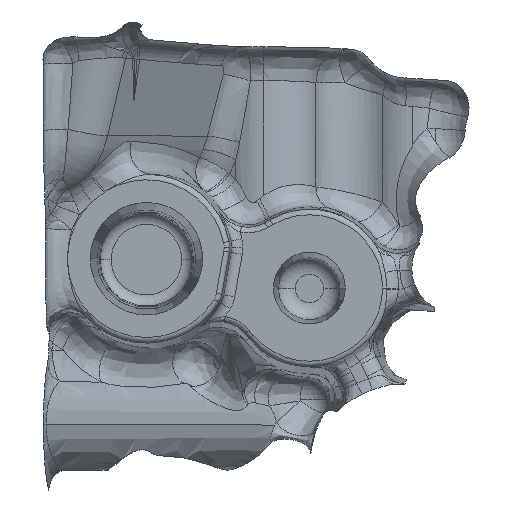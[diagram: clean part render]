
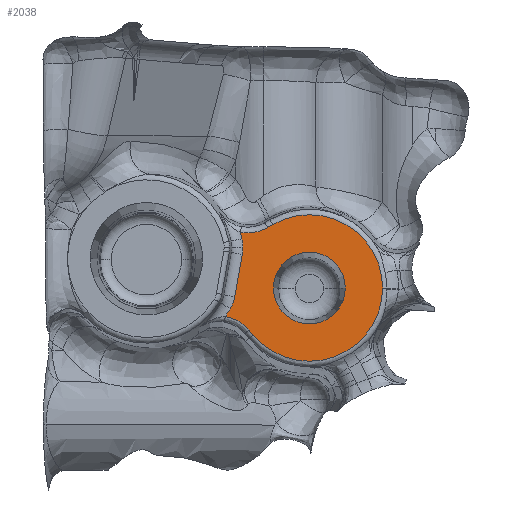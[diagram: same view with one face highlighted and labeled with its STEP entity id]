
A CAD part, top view. The second image highlights one B-rep face of the part: STEP entity #2038.
In plain terms, the highlighted planar face has unit normal (0, 0, 1).
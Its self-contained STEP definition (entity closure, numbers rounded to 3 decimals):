
#89 = CARTESIAN_POINT ( 'NONE',  ( -9.836, 357.058, 199.2 ) ) ;
#181 = ORIENTED_EDGE ( 'NONE', *, *, #3801, .T. ) ;
#215 = FACE_OUTER_BOUND ( 'NONE', #3921, .T. ) ;
#316 = EDGE_CURVE ( 'NONE', #1242, #1153, #9132, .T. ) ;
#355 = ORIENTED_EDGE ( 'NONE', *, *, #13318, .T. ) ;
#385 = EDGE_CURVE ( 'NONE', #7453, #10804, #8376, .T. ) ;
#671 = CARTESIAN_POINT ( 'NONE',  ( 15.034, 349.8, 199.2 ) ) ;
#672 = DIRECTION ( 'NONE',  ( 0., 0., -1. ) ) ;
#975 = CARTESIAN_POINT ( 'NONE',  ( -9.454, 359.626, 199.2 ) ) ;
#1090 = DIRECTION ( 'NONE',  ( 0., 0., 1. ) ) ;
#1138 = DIRECTION ( 'NONE',  ( 0., 0., -1. ) ) ;
#1153 = VERTEX_POINT ( 'NONE', #11884 ) ;
#1242 = VERTEX_POINT ( 'NONE', #2875 ) ;
#1330 = EDGE_CURVE ( 'NONE', #2256, #7568, #8025, .T. ) ;
#1410 = CARTESIAN_POINT ( 'NONE',  ( -10.284, 343.705, 199.2 ) ) ;
#1592 = EDGE_CURVE ( 'NONE', #1613, #3975, #7009, .T. ) ;
#1613 = VERTEX_POINT ( 'NONE', #671 ) ;
#2035 = CARTESIAN_POINT ( 'NONE',  ( -10.283, 359.75, 199.2 ) ) ;
#2038 = ADVANCED_FACE ( 'NONE', ( #11294, #215 ), #2111, .T. ) ;
#2111 = PLANE ( 'NONE',  #9130 ) ;
#2120 = VECTOR ( 'NONE', #5098, 1000. ) ;
#2150 = ORIENTED_EDGE ( 'NONE', *, *, #6499, .T. ) ;
#2256 = VERTEX_POINT ( 'NONE', #4400 ) ;
#2283 = VECTOR ( 'NONE', #8013, 1000. ) ;
#2478 = CARTESIAN_POINT ( 'NONE',  ( -9.306, 342.938, 199.2 ) ) ;
#2483 = DIRECTION ( 'NONE',  ( 0., 0., 1. ) ) ;
#2565 = DIRECTION ( 'NONE',  ( 0., 0., -1. ) ) ;
#2583 = ORIENTED_EDGE ( 'NONE', *, *, #12989, .T. ) ;
#2632 = CARTESIAN_POINT ( 'NONE',  ( -4.386, 349.8, 199.2 ) ) ;
#2807 = CARTESIAN_POINT ( 'NONE',  ( 2., 349.8, 199.2 ) ) ;
#2875 = CARTESIAN_POINT ( 'NONE',  ( -11.274, 348.252, 199.2 ) ) ;
#3171 = LINE ( 'NONE', #13023, #6049 ) ;
#3303 = DIRECTION ( 'NONE',  ( 0., 0., -1. ) ) ;
#3334 = VERTEX_POINT ( 'NONE', #8354 ) ;
#3509 = CARTESIAN_POINT ( 'NONE',  ( -9.948, 355.777, 199.2 ) ) ;
#3549 = CARTESIAN_POINT ( 'NONE',  ( -8.742, 342.324, 199.2 ) ) ;
#3689 = CIRCLE ( 'NONE', #4952, 7.378 ) ;
#3801 = EDGE_CURVE ( 'NONE', #7800, #9703, #10679, .T. ) ;
#3908 = DIRECTION ( 'NONE',  ( 1., 0., 0. ) ) ;
#3921 = EDGE_LOOP ( 'NONE', ( #10375, #7332, #7967, #355, #7503, #13490, #12086, #2150, #2583, #181, #8733, #12167 ) ) ;
#3975 = VERTEX_POINT ( 'NONE', #6564 ) ;
#4195 = AXIS2_PLACEMENT_3D ( 'NONE', #5508, #13070, #6600 ) ;
#4400 = CARTESIAN_POINT ( 'NONE',  ( 8.386, 349.8, 199.2 ) ) ;
#4407 = AXIS2_PLACEMENT_3D ( 'NONE', #12457, #5992, #13542 ) ;
#4544 = CARTESIAN_POINT ( 'NONE',  ( -12.151, 344.599, 199.2 ) ) ;
#4952 = AXIS2_PLACEMENT_3D ( 'NONE', #8997, #2565, #10059 ) ;
#4957 = CIRCLE ( 'NONE', #12016, 17.378 ) ;
#5098 = DIRECTION ( 'NONE',  ( 0.643, -0.766, 0. ) ) ;
#5508 = CARTESIAN_POINT ( 'NONE',  ( 2., 349.8, 199.2 ) ) ;
#5845 = CARTESIAN_POINT ( 'NONE',  ( -5.465, 360.541, 199.2 ) ) ;
#5992 = DIRECTION ( 'NONE',  ( 0., 0., 1. ) ) ;
#5998 = B_SPLINE_CURVE_WITH_KNOTS ( 'NONE', 3,
 ( #6763, #4544, #7844, #1410, #8906, #2478, #9971, #3549 ),
 .UNSPECIFIED., .F., .F.,
 ( 4, 2, 2, 4 ),
 ( 0., 0.002, 0.004, 0.005 ),
 .UNSPECIFIED. ) ;
#6049 = VECTOR ( 'NONE', #12984, 1000. ) ;
#6250 = EDGE_CURVE ( 'NONE', #12096, #8637, #11645, .T. ) ;
#6300 = CARTESIAN_POINT ( 'NONE',  ( -27., 355., 199.2 ) ) ;
#6303 = CARTESIAN_POINT ( 'NONE',  ( -7.372, 359.783, 199.2 ) ) ;
#6363 = ORIENTED_EDGE ( 'NONE', *, *, #10466, .F. ) ;
#6499 = EDGE_CURVE ( 'NONE', #1153, #3334, #4957, .T. ) ;
#6564 = CARTESIAN_POINT ( 'NONE',  ( -4.517, 361.088, 199.2 ) ) ;
#6600 = DIRECTION ( 'NONE',  ( 1., 0., 0. ) ) ;
#6763 = CARTESIAN_POINT ( 'NONE',  ( -12.978, 344.733, 199.2 ) ) ;
#6945 = CARTESIAN_POINT ( 'NONE',  ( -7.985, 341.422, 199.2 ) ) ;
#7009 = CIRCLE ( 'NONE', #13587, 13.034 ) ;
#7114 = CARTESIAN_POINT ( 'NONE',  ( -17.214, 357.058, 199.2 ) ) ;
#7188 = AXIS2_PLACEMENT_3D ( 'NONE', #7574, #1138, #8631 ) ;
#7301 = EDGE_CURVE ( 'NONE', #10804, #10565, #9433, .T. ) ;
#7332 = ORIENTED_EDGE ( 'NONE', *, *, #385, .T. ) ;
#7395 = ORIENTED_EDGE ( 'NONE', *, *, #1330, .F. ) ;
#7404 = DIRECTION ( 'NONE',  ( 1., 0., 0. ) ) ;
#7406 = CARTESIAN_POINT ( 'NONE',  ( -8.622, 359.614, 199.2 ) ) ;
#7453 = VERTEX_POINT ( 'NONE', #12300 ) ;
#7503 = ORIENTED_EDGE ( 'NONE', *, *, #6250, .T. ) ;
#7522 = CARTESIAN_POINT ( 'NONE',  ( 2., 349.8, 199.2 ) ) ;
#7568 = VERTEX_POINT ( 'NONE', #2632 ) ;
#7574 = CARTESIAN_POINT ( 'NONE',  ( -17.556, 349.36, 199.2 ) ) ;
#7800 = VERTEX_POINT ( 'NONE', #12848 ) ;
#7844 = CARTESIAN_POINT ( 'NONE',  ( -11.374, 344.324, 199.2 ) ) ;
#7967 = ORIENTED_EDGE ( 'NONE', *, *, #7301, .T. ) ;
#8008 = LINE ( 'NONE', #5845, #2283 ) ;
#8013 = DIRECTION ( 'NONE',  ( -0.866, -0.5, 0. ) ) ;
#8025 = CIRCLE ( 'NONE', #9714, 6.386 ) ;
#8187 = DIRECTION ( 'NONE',  ( 1., 0., 0. ) ) ;
#8354 = CARTESIAN_POINT ( 'NONE',  ( -12.978, 344.733, 199.2 ) ) ;
#8376 = B_SPLINE_CURVE_WITH_KNOTS ( 'NONE', 3,
 ( #10855, #9754, #13018, #12650, #6303, #13864, #7406, #975, #8471, #2035 ),
 .UNSPECIFIED., .F., .F.,
 ( 4, 2, 2, 2, 4 ),
 ( 0., 0.001, 0.003, 0.004, 0.005 ),
 .UNSPECIFIED. ) ;
#8471 = CARTESIAN_POINT ( 'NONE',  ( -9.869, 359.669, 199.2 ) ) ;
#8577 = DIRECTION ( 'NONE',  ( 1., 0., 0. ) ) ;
#8631 = DIRECTION ( 'NONE',  ( 1., 0., 0. ) ) ;
#8637 = VERTEX_POINT ( 'NONE', #3509 ) ;
#8733 = ORIENTED_EDGE ( 'NONE', *, *, #13667, .T. ) ;
#8906 = CARTESIAN_POINT ( 'NONE',  ( -9.941, 343.467, 199.2 ) ) ;
#8911 = CARTESIAN_POINT ( 'NONE',  ( 2., 349.8, 199.2 ) ) ;
#8997 = CARTESIAN_POINT ( 'NONE',  ( -17.214, 357.058, 199.2 ) ) ;
#9130 = AXIS2_PLACEMENT_3D ( 'NONE', #7522, #1090, #8577 ) ;
#9132 = CIRCLE ( 'NONE', #7188, 6.378 ) ;
#9433 = CIRCLE ( 'NONE', #10995, 17.378 ) ;
#9703 = VERTEX_POINT ( 'NONE', #6945 ) ;
#9714 = AXIS2_PLACEMENT_3D ( 'NONE', #8911, #2483, #9975 ) ;
#9720 = CARTESIAN_POINT ( 'NONE',  ( -27., 355., 199.2 ) ) ;
#9754 = CARTESIAN_POINT ( 'NONE',  ( -5.803, 360.346, 199.2 ) ) ;
#9971 = CARTESIAN_POINT ( 'NONE',  ( -9.012, 342.646, 199.2 ) ) ;
#9975 = DIRECTION ( 'NONE',  ( 1., 0., 0. ) ) ;
#10059 = DIRECTION ( 'NONE',  ( 1., 0., 0. ) ) ;
#10098 = CARTESIAN_POINT ( 'NONE',  ( -10.283, 359.75, 199.2 ) ) ;
#10179 = CIRCLE ( 'NONE', #4195, 6.386 ) ;
#10317 = DIRECTION ( 'NONE',  ( 0., 0., 1. ) ) ;
#10375 = ORIENTED_EDGE ( 'NONE', *, *, #11559, .T. ) ;
#10466 = EDGE_CURVE ( 'NONE', #7568, #2256, #10179, .T. ) ;
#10565 = VERTEX_POINT ( 'NONE', #12109 ) ;
#10679 = LINE ( 'NONE', #11558, #2120 ) ;
#10804 = VERTEX_POINT ( 'NONE', #10098 ) ;
#10825 = DIRECTION ( 'NONE',  ( 1., 0., 0. ) ) ;
#10855 = CARTESIAN_POINT ( 'NONE',  ( -5.437, 360.557, 199.2 ) ) ;
#10995 = AXIS2_PLACEMENT_3D ( 'NONE', #6300, #13862, #7404 ) ;
#11294 = FACE_BOUND ( 'NONE', #13896, .T. ) ;
#11558 = CARTESIAN_POINT ( 'NONE',  ( -7.985, 341.422, 199.2 ) ) ;
#11559 = EDGE_CURVE ( 'NONE', #3975, #7453, #8008, .T. ) ;
#11645 = CIRCLE ( 'NONE', #12299, 7.378 ) ;
#11884 = CARTESIAN_POINT ( 'NONE',  ( -12.08, 346.09, 199.2 ) ) ;
#11962 = CIRCLE ( 'NONE', #4407, 13.034 ) ;
#12016 = AXIS2_PLACEMENT_3D ( 'NONE', #9720, #3303, #10825 ) ;
#12086 = ORIENTED_EDGE ( 'NONE', *, *, #316, .T. ) ;
#12096 = VERTEX_POINT ( 'NONE', #89 ) ;
#12109 = CARTESIAN_POINT ( 'NONE',  ( -9.994, 358.576, 199.2 ) ) ;
#12167 = ORIENTED_EDGE ( 'NONE', *, *, #1592, .T. ) ;
#12299 = AXIS2_PLACEMENT_3D ( 'NONE', #7114, #672, #8187 ) ;
#12300 = CARTESIAN_POINT ( 'NONE',  ( -5.437, 360.557, 199.2 ) ) ;
#12457 = CARTESIAN_POINT ( 'NONE',  ( 2., 349.8, 199.2 ) ) ;
#12650 = CARTESIAN_POINT ( 'NONE',  ( -6.969, 359.888, 199.2 ) ) ;
#12848 = CARTESIAN_POINT ( 'NONE',  ( -8.742, 342.324, 199.2 ) ) ;
#12984 = DIRECTION ( 'NONE',  ( -0.174, -0.985, 0. ) ) ;
#12989 = EDGE_CURVE ( 'NONE', #3334, #7800, #5998, .T. ) ;
#13018 = CARTESIAN_POINT ( 'NONE',  ( -6.185, 360.169, 199.2 ) ) ;
#13023 = CARTESIAN_POINT ( 'NONE',  ( -10.61, 352.023, 199.2 ) ) ;
#13070 = DIRECTION ( 'NONE',  ( 0., 0., 1. ) ) ;
#13227 = EDGE_CURVE ( 'NONE', #8637, #1242, #3171, .T. ) ;
#13318 = EDGE_CURVE ( 'NONE', #10565, #12096, #3689, .T. ) ;
#13490 = ORIENTED_EDGE ( 'NONE', *, *, #13227, .T. ) ;
#13542 = DIRECTION ( 'NONE',  ( 1., 0., 0. ) ) ;
#13587 = AXIS2_PLACEMENT_3D ( 'NONE', #2807, #10317, #3908 ) ;
#13667 = EDGE_CURVE ( 'NONE', #9703, #1613, #11962, .T. ) ;
#13862 = DIRECTION ( 'NONE',  ( 0., 0., -1. ) ) ;
#13864 = CARTESIAN_POINT ( 'NONE',  ( -8.202, 359.645, 199.2 ) ) ;
#13896 = EDGE_LOOP ( 'NONE', ( #7395, #6363 ) ) ;
